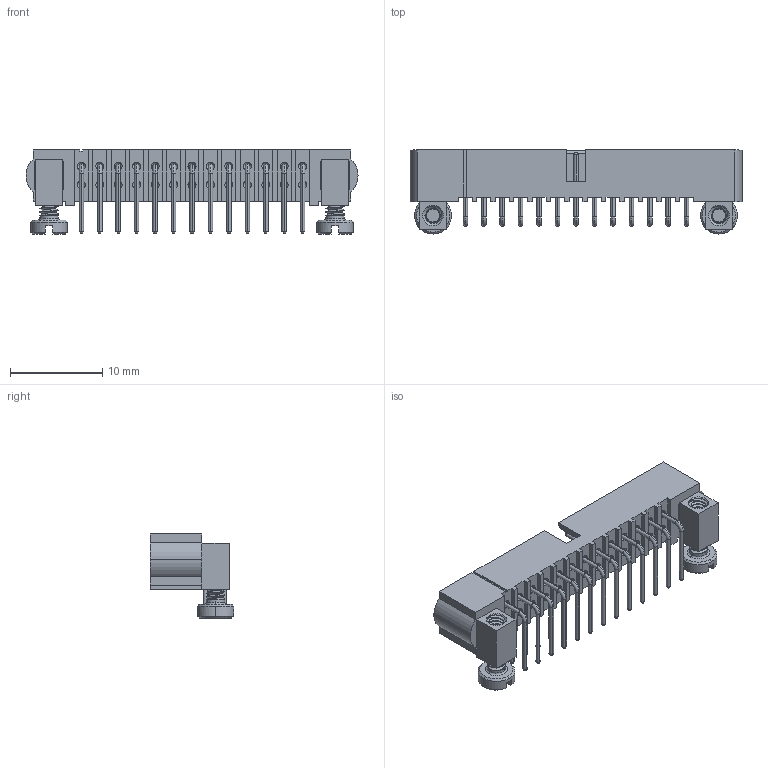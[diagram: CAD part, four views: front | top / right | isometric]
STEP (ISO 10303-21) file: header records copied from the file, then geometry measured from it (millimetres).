
FILE_DESCRIPTION(('STEP AP242'),'1');
FILE_NAME('m80-5402642.stp','2024-05-27T05:22:06',('TraceParts'),('TraceParts S.A.'),'Spatial InterOp 3D',' ',' ');
FILE_SCHEMA(('AP242_MANAGED_MODEL_BASED_3D_ENGINEERING_MIM_LF {1 0 10303 442 1 1 4}'));
Length unit declared in the file: millimetre
Products named in the file (1): m80-5402642_1
Bounding box: 36 x 9.1 x 9.12 mm (x, y, z)
Volume: 768.7 mm3; surface area: 2306.4 mm2
Topology: 31 solids, 31 shells, 1197 faces, 2759 edges, 1658 vertices
Faces by surface type: plane 415, cylinder 354, cone 204, bspline 164, torus 60
Entity records: 67386 total; most frequent: CARTESIAN_POINT 25181, ORIENTED_EDGE 5510, DIRECTION 5453, STYLED_ITEM 2996, PRESENTATION_STYLE_ASSIGNMENT 2996, COLOUR_RGB 2996, EDGE_CURVE 2755, CURVE_STYLE 2731
